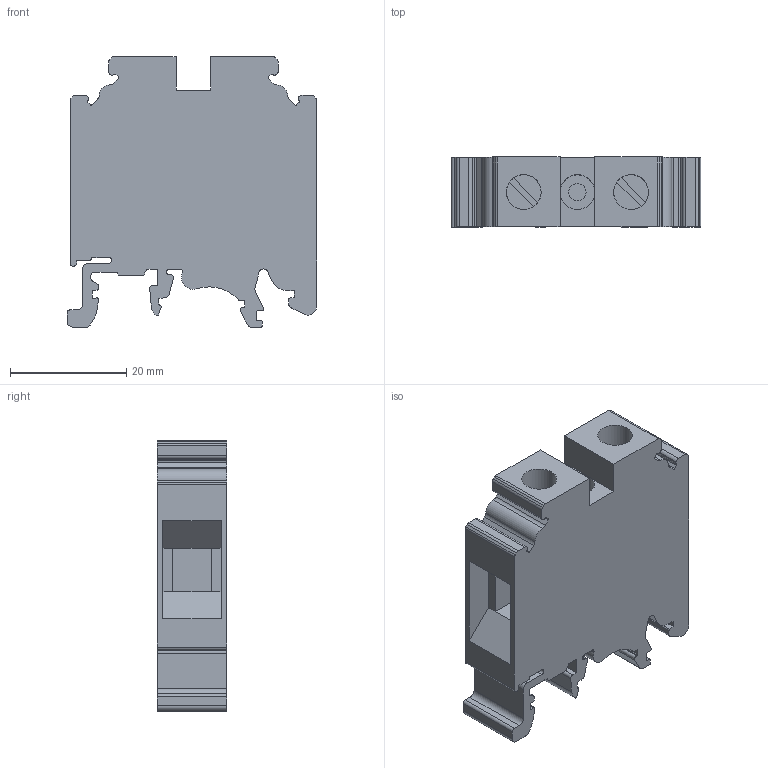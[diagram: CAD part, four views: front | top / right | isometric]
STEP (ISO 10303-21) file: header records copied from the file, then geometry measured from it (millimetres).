
FILE_DESCRIPTION (( 'STEP AP214' ), '1' );
FILE_NAME ('CTS16U - step.STEP', '2023-10-06T14:12:45', ( '' ), ( '' ), 'SwSTEP 2.0', 'SolidWorks 2022', '' );
FILE_SCHEMA (( 'AUTOMOTIVE_DESIGN' ));
Length unit declared in the file: millimetre
Products named in the file (1): CTS16U - step
Bounding box: 43.01 x 12 x 46.65 mm (x, y, z)
Volume: 15720.4 mm3; surface area: 7988.7 mm2
Topology: 1 solids, 1 shells, 199 faces, 562 edges, 369 vertices
Faces by surface type: plane 118, cylinder 81
Full cylindrical faces by diameter (mm): 3 x1, 6 x3
Entity records: 6445 total; most frequent: DIRECTION 1125, CARTESIAN_POINT 1123, ORIENTED_EDGE 1112, EDGE_CURVE 556, LINE 387, VECTOR 387, AXIS2_PLACEMENT_3D 369, VERTEX_POINT 367
